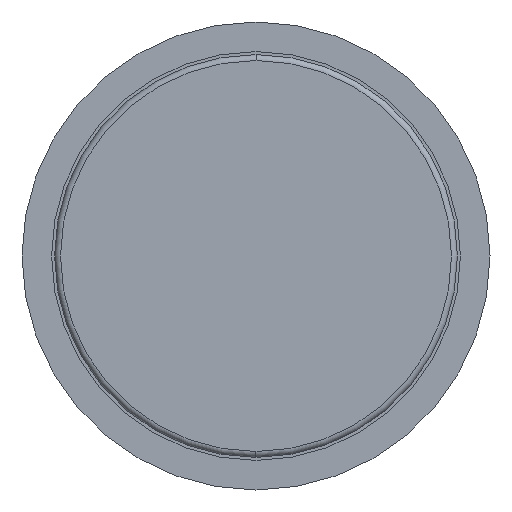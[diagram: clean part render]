
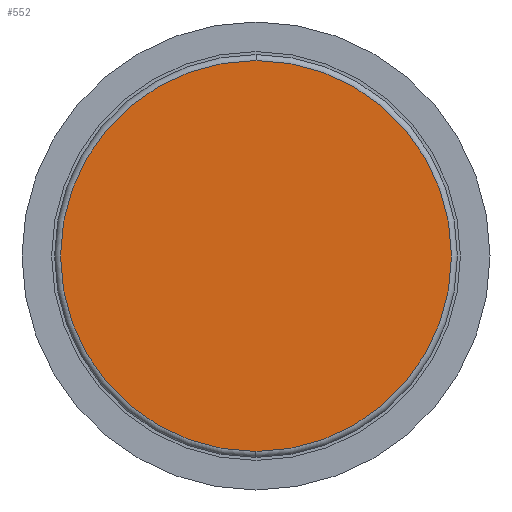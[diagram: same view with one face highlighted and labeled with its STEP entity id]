
A CAD part, front view. The second image highlights one B-rep face of the part: STEP entity #552.
In plain terms, the highlighted planar face has unit normal (0, -1, 0).
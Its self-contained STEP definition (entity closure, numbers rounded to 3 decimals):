
#137 = VERTEX_POINT ( 'NONE', #1617 ) ;
#148 = DIRECTION ( 'NONE',  ( 0., 0., 1. ) ) ;
#260 = CARTESIAN_POINT ( 'NONE',  ( -33.366, 0., -33. ) ) ;
#552 = ADVANCED_FACE ( 'NONE', ( #975 ), #1747, .T. ) ;
#758 = DIRECTION ( 'NONE',  ( 1., 0., 0. ) ) ;
#874 = DIRECTION ( 'NONE',  ( 0., -1., 0. ) ) ;
#937 = ORIENTED_EDGE ( 'NONE', *, *, #1132, .T. ) ;
#974 = CIRCLE ( 'NONE', #1502, 33. ) ;
#975 = FACE_OUTER_BOUND ( 'NONE', #1136, .T. ) ;
#1132 = EDGE_CURVE ( 'NONE', #2764, #137, #1780, .T. ) ;
#1136 = EDGE_LOOP ( 'NONE', ( #937, #2370 ) ) ;
#1407 = CARTESIAN_POINT ( 'NONE',  ( 0., 0., 0. ) ) ;
#1502 = AXIS2_PLACEMENT_3D ( 'NONE', #1407, #2678, #148 ) ;
#1617 = CARTESIAN_POINT ( 'NONE',  ( 0., 0., -33. ) ) ;
#1721 = AXIS2_PLACEMENT_3D ( 'NONE', #1894, #874, #2621 ) ;
#1747 = PLANE ( 'NONE',  #2141 ) ;
#1780 = CIRCLE ( 'NONE', #1721, 33. ) ;
#1818 = EDGE_CURVE ( 'NONE', #137, #2764, #974, .T. ) ;
#1894 = CARTESIAN_POINT ( 'NONE',  ( 0., 0., 0. ) ) ;
#2141 = AXIS2_PLACEMENT_3D ( 'NONE', #260, #2753, #758 ) ;
#2370 = ORIENTED_EDGE ( 'NONE', *, *, #1818, .T. ) ;
#2418 = CARTESIAN_POINT ( 'NONE',  ( 0., 0., 33. ) ) ;
#2621 = DIRECTION ( 'NONE',  ( 0., 0., 1. ) ) ;
#2678 = DIRECTION ( 'NONE',  ( 0., -1., 0. ) ) ;
#2753 = DIRECTION ( 'NONE',  ( 0., -1., 0. ) ) ;
#2764 = VERTEX_POINT ( 'NONE', #2418 ) ;
